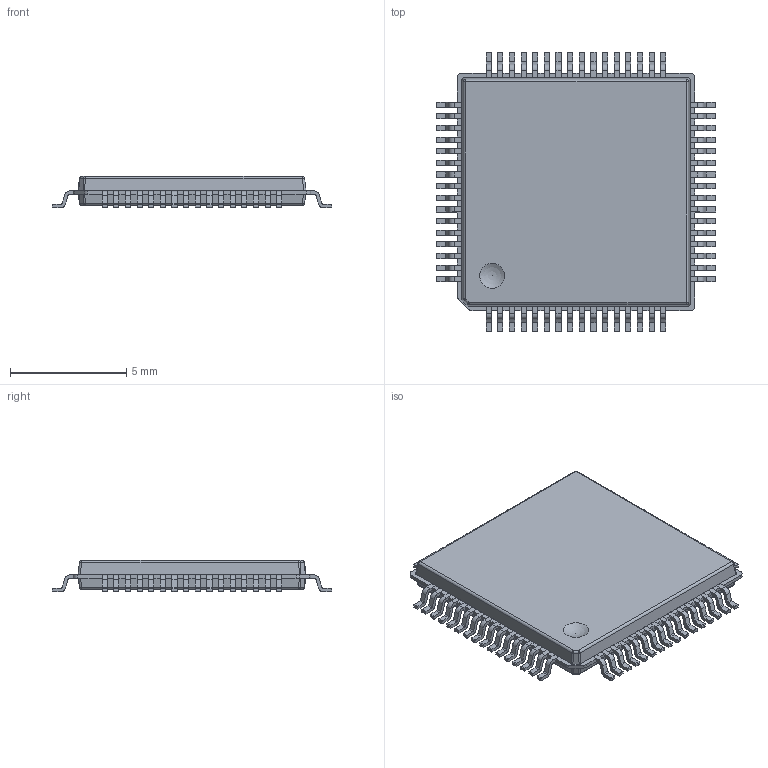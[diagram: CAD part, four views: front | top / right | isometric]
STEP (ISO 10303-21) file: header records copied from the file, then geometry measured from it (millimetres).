
FILE_DESCRIPTION(('STEP AP214'),'1');
FILE_NAME('TQFP64.stp','2021-11-03T20:33:49',(' '),(' '),'Spatial InterOp 3D',' ',' ');
FILE_SCHEMA(('AUTOMOTIVE_DESIGN { 1 0 10303 214 1 1 1 1 }'));
Length unit declared in the file: millimetre
Products named in the file (6): TQFP64; Center; TopLid; BottomLid; PinRow; Pin
Assembly tree (23 placements, depth 3):
  TQFP64
    Center
    TopLid
    BottomLid
    PinRow  x4
      Pin
Bounding box: 12 x 12 x 1.35 mm (x, y, z)
Volume: 136.2 mm3; surface area: 709.8 mm2
Topology: 67 solids, 67 shells, 1337 faces, 3590 edges, 2377 vertices
Faces by surface type: plane 917, cylinder 409, sphere 11
Entity records: 13367 total; most frequent: CARTESIAN_POINT 1896, ORIENTED_EDGE 1862, DIRECTION 1702, EDGE_CURVE 931, LINE 868, VECTOR 868, VERTEX_POINT 611, AXIS2_PLACEMENT_3D 417
